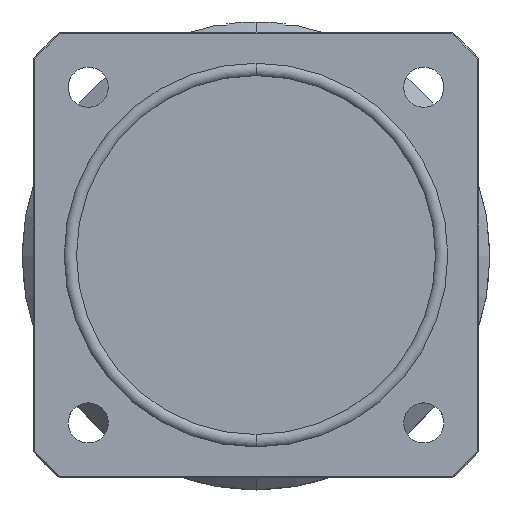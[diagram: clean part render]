
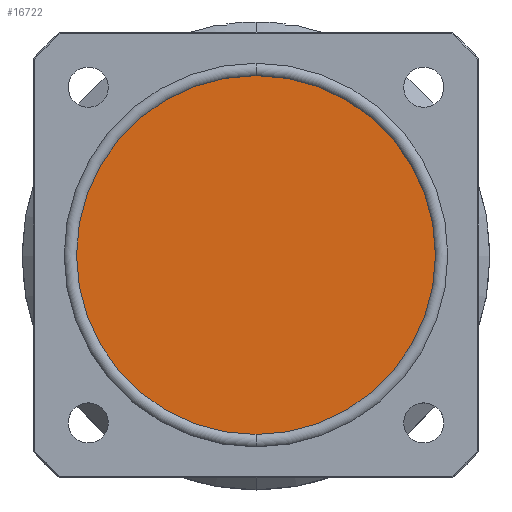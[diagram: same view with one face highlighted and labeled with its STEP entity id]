
A CAD part, top view. The second image highlights one B-rep face of the part: STEP entity #16722.
In plain terms, the highlighted planar face has unit normal (0, 0, 1).
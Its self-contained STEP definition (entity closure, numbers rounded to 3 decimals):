
#6214=CARTESIAN_POINT('',(0.,0.,0.));
#6215=DIRECTION('',(0.,0.,-1.));
#6216=DIRECTION('',(0.,-1.,0.));
#6217=AXIS2_PLACEMENT_3D('',#6214,#6215,#6216);
#6219=CARTESIAN_POINT('',(0.,0.,0.));
#6220=DIRECTION('',(0.,0.,-1.));
#6221=DIRECTION('',(0.,1.,0.));
#6222=AXIS2_PLACEMENT_3D('',#6219,#6220,#6221);
#7371=CARTESIAN_POINT('',(0.,-24.165,0.));
#7372=CARTESIAN_POINT('',(0.,24.165,0.));
#7373=VERTEX_POINT('',#7371);
#7374=VERTEX_POINT('',#7372);
#16713=CARTESIAN_POINT('',(0.,0.,0.));
#16714=DIRECTION('',(0.,0.,-1.));
#16715=DIRECTION('',(-1.,0.,0.));
#16716=AXIS2_PLACEMENT_3D('',#16713,#16714,#16715);
#16717=PLANE('',#16716);
#16718=ORIENTED_EDGE('',*,*,#16695,.T.);
#16719=ORIENTED_EDGE('',*,*,#16708,.T.);
#16720=EDGE_LOOP('',(#16718,#16719));
#16721=FACE_OUTER_BOUND('',#16720,.F.);
#6218=CIRCLE('',#6217,24.165);
#6223=CIRCLE('',#6222,24.165);
#16695=EDGE_CURVE('',#7373,#7374,#6218,.T.);
#16708=EDGE_CURVE('',#7374,#7373,#6223,.T.);
#16722=ADVANCED_FACE('',(#16721),#16717,.F.);
